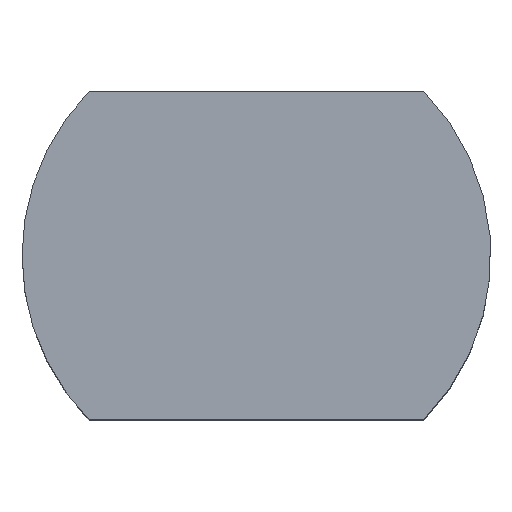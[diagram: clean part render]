
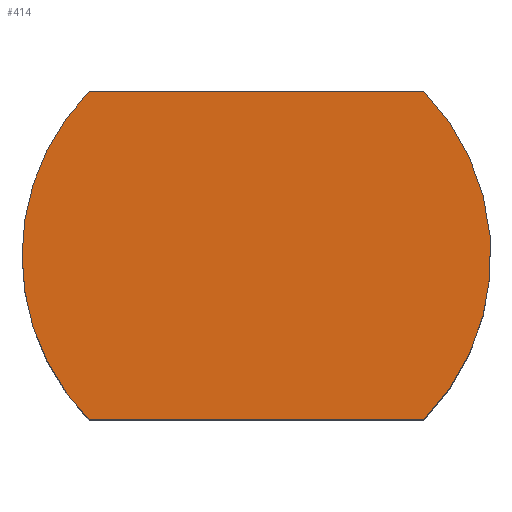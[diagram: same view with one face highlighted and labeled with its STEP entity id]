
A CAD part, top view. The second image highlights one B-rep face of the part: STEP entity #414.
In plain terms, the highlighted planar face has unit normal (0, 0, 1).
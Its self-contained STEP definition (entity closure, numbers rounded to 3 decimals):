
#14 = EDGE_CURVE ( 'NONE', #70, #472, #282, .T. ) ;
#19 = CARTESIAN_POINT ( 'NONE',  ( -3.571, 3.5, 7.5 ) ) ;
#34 = DIRECTION ( 'NONE',  ( 1., 0., 0. ) ) ;
#40 = CARTESIAN_POINT ( 'NONE',  ( -3.571, -3.5, 7.5 ) ) ;
#45 = DIRECTION ( 'NONE',  ( -1., 0., 0. ) ) ;
#50 = ORIENTED_EDGE ( 'NONE', *, *, #314, .T. ) ;
#70 = VERTEX_POINT ( 'NONE', #304 ) ;
#71 = DIRECTION ( 'NONE',  ( 1., 0., 0. ) ) ;
#73 = DIRECTION ( 'NONE',  ( 0., 0., 1. ) ) ;
#77 = CARTESIAN_POINT ( 'NONE',  ( 0., 0., 7.5 ) ) ;
#78 = CARTESIAN_POINT ( 'NONE',  ( 0., 0., 7.5 ) ) ;
#121 = PLANE ( 'NONE',  #527 ) ;
#130 = DIRECTION ( 'NONE',  ( 1., 0., 0. ) ) ;
#132 = DIRECTION ( 'NONE',  ( 0., 0., 1. ) ) ;
#164 = CARTESIAN_POINT ( 'NONE',  ( -3.571, 3.5, 7.5 ) ) ;
#165 = CARTESIAN_POINT ( 'NONE',  ( -5., 0., 7.5 ) ) ;
#229 = CARTESIAN_POINT ( 'NONE',  ( 3.571, 3.5, 7.5 ) ) ;
#241 = CARTESIAN_POINT ( 'NONE',  ( -3.571, -3.5, 7.5 ) ) ;
#243 = ORIENTED_EDGE ( 'NONE', *, *, #356, .F. ) ;
#266 = DIRECTION ( 'NONE',  ( 1., 0., 0. ) ) ;
#282 = CIRCLE ( 'NONE', #367, 5. ) ;
#284 = ORIENTED_EDGE ( 'NONE', *, *, #369, .T. ) ;
#290 = CARTESIAN_POINT ( 'NONE',  ( 0., 0., 7.5 ) ) ;
#299 = CARTESIAN_POINT ( 'NONE',  ( 0., 0., 7.5 ) ) ;
#300 = DIRECTION ( 'NONE',  ( 1., 0., 0. ) ) ;
#304 = CARTESIAN_POINT ( 'NONE',  ( 3.571, -3.5, 7.5 ) ) ;
#310 = DIRECTION ( 'NONE',  ( 0., 0., 1. ) ) ;
#312 = EDGE_LOOP ( 'NONE', ( #243, #421, #526, #50, #284 ) ) ;
#314 = EDGE_CURVE ( 'NONE', #434, #435, #426, .T. ) ;
#324 = FACE_OUTER_BOUND ( 'NONE', #312, .T. ) ;
#355 = CIRCLE ( 'NONE', #508, 5. ) ;
#356 = EDGE_CURVE ( 'NONE', #70, #498, #377, .T. ) ;
#358 = VECTOR ( 'NONE', #34, 1000. ) ;
#364 = EDGE_CURVE ( 'NONE', #434, #472, #376, .T. ) ;
#367 = AXIS2_PLACEMENT_3D ( 'NONE', #290, #394, #266 ) ;
#369 = EDGE_CURVE ( 'NONE', #435, #498, #355, .T. ) ;
#372 = VECTOR ( 'NONE', #45, 1000. ) ;
#374 = AXIS2_PLACEMENT_3D ( 'NONE', #77, #73, #71 ) ;
#376 = LINE ( 'NONE', #19, #358 ) ;
#377 = LINE ( 'NONE', #40, #372 ) ;
#394 = DIRECTION ( 'NONE',  ( 0., 0., 1. ) ) ;
#414 = ADVANCED_FACE ( 'NONE', ( #324 ), #121, .T. ) ;
#421 = ORIENTED_EDGE ( 'NONE', *, *, #14, .T. ) ;
#426 = CIRCLE ( 'NONE', #374, 5. ) ;
#434 = VERTEX_POINT ( 'NONE', #164 ) ;
#435 = VERTEX_POINT ( 'NONE', #165 ) ;
#472 = VERTEX_POINT ( 'NONE', #229 ) ;
#498 = VERTEX_POINT ( 'NONE', #241 ) ;
#508 = AXIS2_PLACEMENT_3D ( 'NONE', #299, #310, #300 ) ;
#526 = ORIENTED_EDGE ( 'NONE', *, *, #364, .F. ) ;
#527 = AXIS2_PLACEMENT_3D ( 'NONE', #78, #132, #130 ) ;
